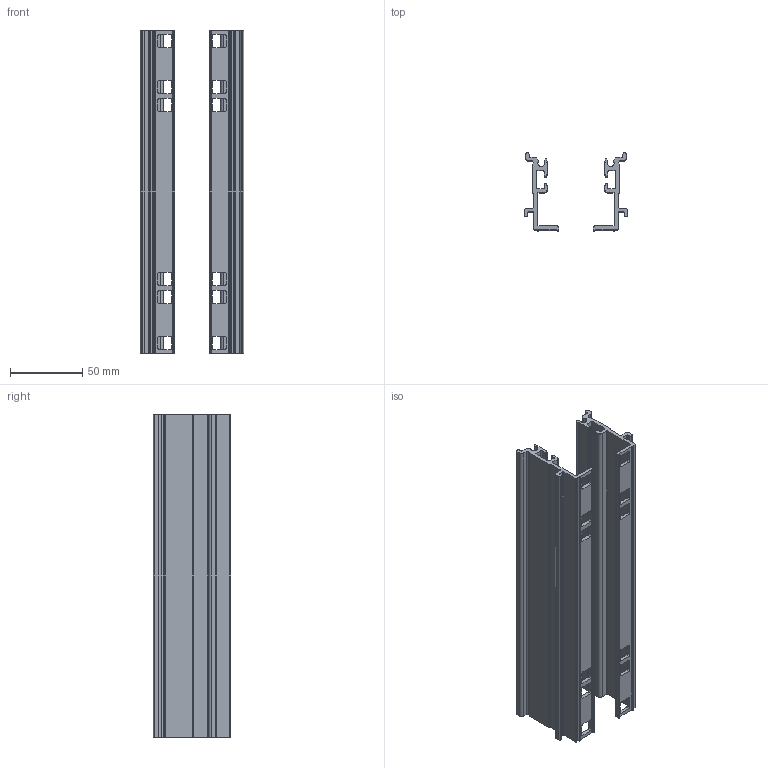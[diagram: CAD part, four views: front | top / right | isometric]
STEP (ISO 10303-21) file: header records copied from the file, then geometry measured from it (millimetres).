
FILE_DESCRIPTION(/* description */ (''),/* implementation_level */ '2;1');
FILE_NAME(/* name */ '31000082_PZ 00500.stp',/* time_stamp */ '2021-04-30T07:36:36+02:00',/* author */ ('eschoebel'),/* organization */ (''),/* preprocessor_version */ 'ST-DEVELOPER v17.2',/* originating_system */ 'Autodesk Inventor 2019',/* authorisation */ '');
FILE_SCHEMA (('AUTOMOTIVE_DESIGN { 1 0 10303 214 3 1 1 }'));
Length unit declared in the file: millimetre
Products named in the file (2): 1001477_3Dsym; Internorm PZ 00500
Assembly tree (2 placements, depth 2):
  1001477_3Dsym
    Internorm PZ 00500  x2
Bounding box: 71.8 x 54 x 223.9 mm (x, y, z)
Volume: 121242 mm3; surface area: 97877.4 mm2
Topology: 2 solids, 2 shells, 268 faces, 792 edges, 528 vertices
Faces by surface type: plane 136, cylinder 132
Entity records: 4611 total; most frequent: DIRECTION 804, CARTESIAN_POINT 798, ORIENTED_EDGE 792, EDGE_CURVE 396, AXIS2_PLACEMENT_3D 270, LINE 264, VECTOR 264, VERTEX_POINT 264
